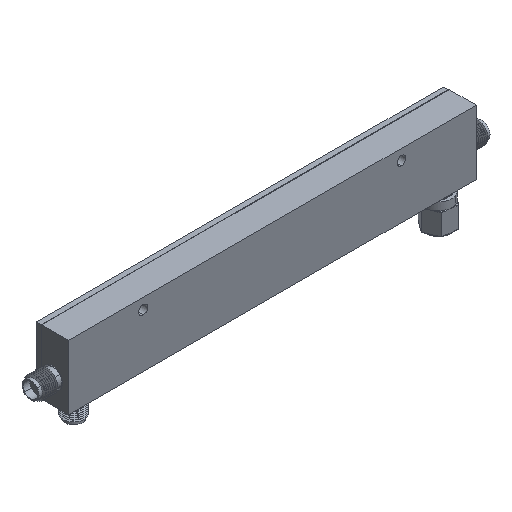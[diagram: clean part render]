
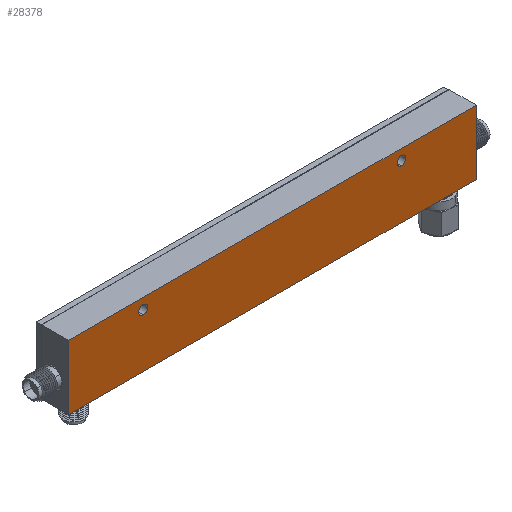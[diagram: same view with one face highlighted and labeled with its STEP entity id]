
A CAD part, isometric view. The second image highlights one B-rep face of the part: STEP entity #28378.
In plain terms, the highlighted planar face has unit normal (0, -1, 0).
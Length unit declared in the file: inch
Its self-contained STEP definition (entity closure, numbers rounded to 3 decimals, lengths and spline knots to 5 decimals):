
#503 = FACE_OUTER_BOUND ( 'NONE', #10816, .T. ) ;
#1667 = VECTOR ( 'NONE', #29804, 39.37008 ) ;
#2683 = ORIENTED_EDGE ( 'NONE', *, *, #20112, .F. ) ;
#3655 = CARTESIAN_POINT ( 'NONE',  ( 1.505, 0., 0.302 ) ) ;
#4334 = EDGE_LOOP ( 'NONE', ( #4760, #41346 ) ) ;
#4760 = ORIENTED_EDGE ( 'NONE', *, *, #13195, .T. ) ;
#5608 = EDGE_CURVE ( 'NONE', #31446, #30128, #35084, .T. ) ;
#6299 = CARTESIAN_POINT ( 'NONE',  ( 1.505, 0., 0.198 ) ) ;
#6477 = DIRECTION ( 'NONE',  ( 0., 0., -1. ) ) ;
#7606 = AXIS2_PLACEMENT_3D ( 'NONE', #17432, #21240, #27929 ) ;
#8085 = ORIENTED_EDGE ( 'NONE', *, *, #40985, .T. ) ;
#8936 = ORIENTED_EDGE ( 'NONE', *, *, #35761, .F. ) ;
#9020 = VECTOR ( 'NONE', #11851, 39.37008 ) ;
#9040 = VERTEX_POINT ( 'NONE', #22276 ) ;
#9206 = AXIS2_PLACEMENT_3D ( 'NONE', #40629, #29491, #6477 ) ;
#9903 = VERTEX_POINT ( 'NONE', #32856 ) ;
#10001 = LINE ( 'NONE', #20261, #17276 ) ;
#10599 = VERTEX_POINT ( 'NONE', #21552 ) ;
#10816 = EDGE_LOOP ( 'NONE', ( #2683, #8936, #43975, #32468 ) ) ;
#11851 = DIRECTION ( 'NONE',  ( 1., 0., 0. ) ) ;
#12603 = CARTESIAN_POINT ( 'NONE',  ( -2.375, 0., 0.375 ) ) ;
#13195 = EDGE_CURVE ( 'NONE', #30128, #31446, #27019, .T. ) ;
#13687 = VECTOR ( 'NONE', #41699, 39.37008 ) ;
#14055 = AXIS2_PLACEMENT_3D ( 'NONE', #35803, #24872, #25552 ) ;
#14126 = PLANE ( 'NONE',  #14055 ) ;
#15511 = DIRECTION ( 'NONE',  ( 0., 0., -1. ) ) ;
#16117 = DIRECTION ( 'NONE',  ( 0., 0., -1. ) ) ;
#17276 = VECTOR ( 'NONE', #27627, 39.37008 ) ;
#17432 = CARTESIAN_POINT ( 'NONE',  ( -1.505, 0., 0.25 ) ) ;
#17492 = FACE_BOUND ( 'NONE', #41208, .T. ) ;
#18094 = CARTESIAN_POINT ( 'NONE',  ( -2.375, 0., 0.375 ) ) ;
#18699 = CARTESIAN_POINT ( 'NONE',  ( 2.375, 0., -0.375 ) ) ;
#20077 = AXIS2_PLACEMENT_3D ( 'NONE', #33980, #39786, #16117 ) ;
#20112 = EDGE_CURVE ( 'NONE', #9040, #35300, #10001, .T. ) ;
#20261 = CARTESIAN_POINT ( 'NONE',  ( 2.375, 0., 0.375 ) ) ;
#20614 = CIRCLE ( 'NONE', #29173, 0.052 ) ;
#21240 = DIRECTION ( 'NONE',  ( 0., 1., 0. ) ) ;
#21552 = CARTESIAN_POINT ( 'NONE',  ( -2.375, 0., -0.375 ) ) ;
#22017 = DIRECTION ( 'NONE',  ( 0., 1., 0. ) ) ;
#22044 = LINE ( 'NONE', #25417, #13687 ) ;
#22276 = CARTESIAN_POINT ( 'NONE',  ( 2.375, 0., 0.375 ) ) ;
#22328 = LINE ( 'NONE', #18094, #9020 ) ;
#23619 = EDGE_CURVE ( 'NONE', #35300, #10599, #22044, .T. ) ;
#24872 = DIRECTION ( 'NONE',  ( 0., -1., 0. ) ) ;
#25051 = EDGE_CURVE ( 'NONE', #10599, #30048, #39618, .T. ) ;
#25417 = CARTESIAN_POINT ( 'NONE',  ( -2.375, 0., -0.375 ) ) ;
#25552 = DIRECTION ( 'NONE',  ( 0., 0., -1. ) ) ;
#25885 = CARTESIAN_POINT ( 'NONE',  ( -2.375, 0., 0.375 ) ) ;
#26038 = CARTESIAN_POINT ( 'NONE',  ( -1.505, 0., 0.25 ) ) ;
#27019 = CIRCLE ( 'NONE', #9206, 0.052 ) ;
#27627 = DIRECTION ( 'NONE',  ( 0., 0., -1. ) ) ;
#27929 = DIRECTION ( 'NONE',  ( 0., 0., -1. ) ) ;
#28044 = EDGE_CURVE ( 'NONE', #9903, #34006, #39008, .T. ) ;
#28378 = ADVANCED_FACE ( 'NONE', ( #17492, #31140, #503 ), #14126, .T. ) ;
#29173 = AXIS2_PLACEMENT_3D ( 'NONE', #26038, #22017, #15511 ) ;
#29491 = DIRECTION ( 'NONE',  ( 0., 1., 0. ) ) ;
#29804 = DIRECTION ( 'NONE',  ( 0., 0., 1. ) ) ;
#30048 = VERTEX_POINT ( 'NONE', #25885 ) ;
#30128 = VERTEX_POINT ( 'NONE', #3655 ) ;
#31066 = CARTESIAN_POINT ( 'NONE',  ( -1.505, 0., 0.198 ) ) ;
#31140 = FACE_BOUND ( 'NONE', #4334, .T. ) ;
#31446 = VERTEX_POINT ( 'NONE', #6299 ) ;
#32468 = ORIENTED_EDGE ( 'NONE', *, *, #23619, .F. ) ;
#32856 = CARTESIAN_POINT ( 'NONE',  ( -1.505, 0., 0.302 ) ) ;
#33161 = ORIENTED_EDGE ( 'NONE', *, *, #28044, .T. ) ;
#33980 = CARTESIAN_POINT ( 'NONE',  ( 1.505, 0., 0.25 ) ) ;
#34006 = VERTEX_POINT ( 'NONE', #31066 ) ;
#35084 = CIRCLE ( 'NONE', #20077, 0.052 ) ;
#35300 = VERTEX_POINT ( 'NONE', #18699 ) ;
#35761 = EDGE_CURVE ( 'NONE', #30048, #9040, #22328, .T. ) ;
#35803 = CARTESIAN_POINT ( 'NONE',  ( 0., 0., 0. ) ) ;
#39008 = CIRCLE ( 'NONE', #7606, 0.052 ) ;
#39618 = LINE ( 'NONE', #12603, #1667 ) ;
#39786 = DIRECTION ( 'NONE',  ( 0., 1., 0. ) ) ;
#40629 = CARTESIAN_POINT ( 'NONE',  ( 1.505, 0., 0.25 ) ) ;
#40985 = EDGE_CURVE ( 'NONE', #34006, #9903, #20614, .T. ) ;
#41208 = EDGE_LOOP ( 'NONE', ( #33161, #8085 ) ) ;
#41346 = ORIENTED_EDGE ( 'NONE', *, *, #5608, .T. ) ;
#41699 = DIRECTION ( 'NONE',  ( -1., 0., 0. ) ) ;
#43975 = ORIENTED_EDGE ( 'NONE', *, *, #25051, .F. ) ;
